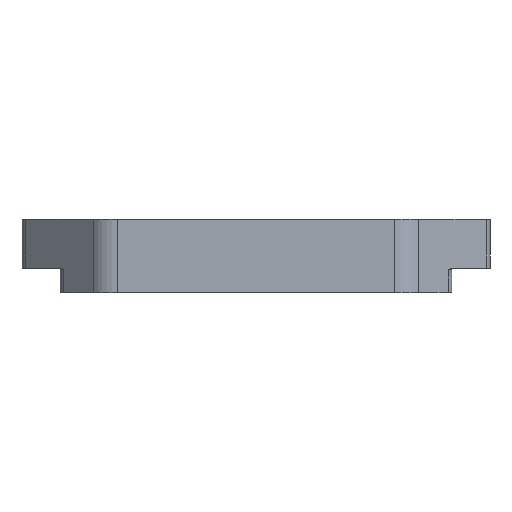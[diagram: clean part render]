
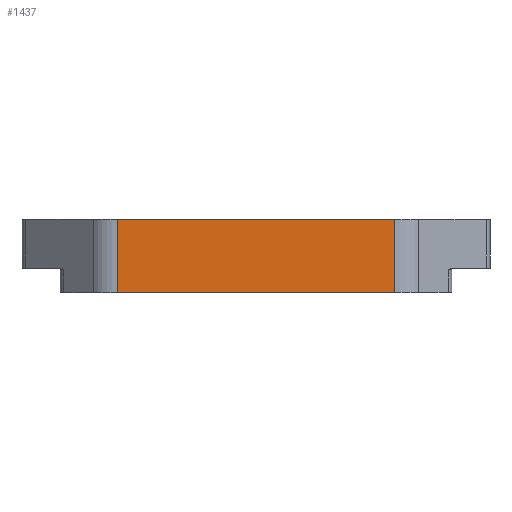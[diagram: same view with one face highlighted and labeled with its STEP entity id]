
A CAD part, front view. The second image highlights one B-rep face of the part: STEP entity #1437.
In plain terms, the highlighted planar face has unit normal (0, -1, 0).
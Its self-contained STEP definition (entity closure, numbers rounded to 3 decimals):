
#170 = EDGE_CURVE ( 'NONE', #299, #1576, #1260, .T. ) ;
#206 = EDGE_CURVE ( 'NONE', #1604, #299, #3321, .T. ) ;
#299 = VERTEX_POINT ( 'NONE', #1345 ) ;
#601 = VERTEX_POINT ( 'NONE', #3630 ) ;
#926 = VECTOR ( 'NONE', #3029, 1000. ) ;
#1022 = VECTOR ( 'NONE', #1120, 1000. ) ;
#1120 = DIRECTION ( 'NONE',  ( 1., 0., 0. ) ) ;
#1232 = VECTOR ( 'NONE', #2388, 1000. ) ;
#1260 = LINE ( 'NONE', #4899, #4547 ) ;
#1345 = CARTESIAN_POINT ( 'NONE',  ( -18.087, -31.75, 3.175 ) ) ;
#1407 = ORIENTED_EDGE ( 'NONE', *, *, #170, .F. ) ;
#1437 = ADVANCED_FACE ( 'NONE', ( #2787 ), #2662, .T. ) ;
#1550 = LINE ( 'NONE', #5223, #1022 ) ;
#1576 = VERTEX_POINT ( 'NONE', #4819 ) ;
#1604 = VERTEX_POINT ( 'NONE', #3227 ) ;
#1657 = DIRECTION ( 'NONE',  ( 1., 0., 0. ) ) ;
#1975 = ORIENTED_EDGE ( 'NONE', *, *, #206, .F. ) ;
#2388 = DIRECTION ( 'NONE',  ( 0., 0., 1. ) ) ;
#2662 = PLANE ( 'NONE',  #4744 ) ;
#2787 = FACE_OUTER_BOUND ( 'NONE', #3519, .T. ) ;
#2836 = CARTESIAN_POINT ( 'NONE',  ( 18.087, -31.75, -6.35 ) ) ;
#3029 = DIRECTION ( 'NONE',  ( 0., 0., 1. ) ) ;
#3227 = CARTESIAN_POINT ( 'NONE',  ( -18.087, -31.75, -6.35 ) ) ;
#3321 = LINE ( 'NONE', #3448, #926 ) ;
#3394 = ORIENTED_EDGE ( 'NONE', *, *, #4467, .T. ) ;
#3448 = CARTESIAN_POINT ( 'NONE',  ( -18.087, -31.75, -6.35 ) ) ;
#3457 = CARTESIAN_POINT ( 'NONE',  ( 0., -31.75, -6.35 ) ) ;
#3497 = DIRECTION ( 'NONE',  ( 1., 0., 0. ) ) ;
#3519 = EDGE_LOOP ( 'NONE', ( #3394, #1407, #1975, #5123 ) ) ;
#3630 = CARTESIAN_POINT ( 'NONE',  ( 18.087, -31.75, -6.35 ) ) ;
#3873 = DIRECTION ( 'NONE',  ( 0., -1., 0. ) ) ;
#4248 = LINE ( 'NONE', #2836, #1232 ) ;
#4467 = EDGE_CURVE ( 'NONE', #601, #1576, #4248, .T. ) ;
#4547 = VECTOR ( 'NONE', #1657, 1000. ) ;
#4622 = EDGE_CURVE ( 'NONE', #1604, #601, #1550, .T. ) ;
#4744 = AXIS2_PLACEMENT_3D ( 'NONE', #3457, #3873, #3497 ) ;
#4819 = CARTESIAN_POINT ( 'NONE',  ( 18.087, -31.75, 3.175 ) ) ;
#4899 = CARTESIAN_POINT ( 'NONE',  ( 0., -31.75, 3.175 ) ) ;
#5123 = ORIENTED_EDGE ( 'NONE', *, *, #4622, .T. ) ;
#5223 = CARTESIAN_POINT ( 'NONE',  ( 0., -31.75, -6.35 ) ) ;
